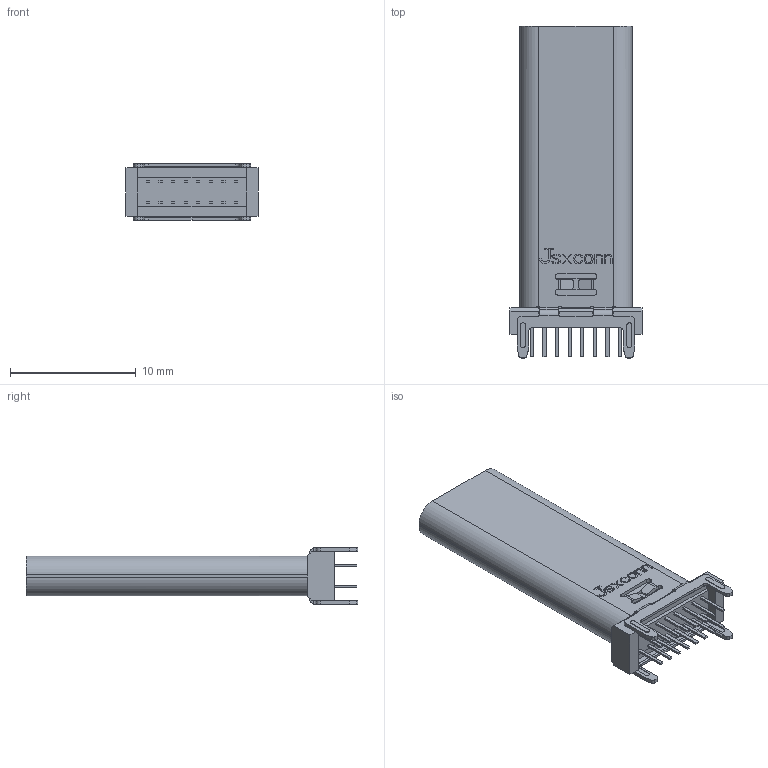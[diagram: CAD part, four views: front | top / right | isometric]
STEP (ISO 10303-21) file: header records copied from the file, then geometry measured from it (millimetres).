
FILE_DESCRIPTION((''),'2;1');
FILE_NAME('PRT0001','2024-08-28T15:38:01',('Administrator'),(''),'CREO PARAMETRIC BY PTC INC, 2020154','CREO PARAMETRIC BY PTC INC, 2020154','');
FILE_SCHEMA(('AUTOMOTIVE_DESIGN { 1 0 10303 214 1 1 1 1 }'));
Length unit declared in the file: millimetre
Products named in the file (1): PRT0001
Bounding box: 10.5 x 26.4 x 4.6 mm (x, y, z)
Volume: 566.1 mm3; surface area: 1614.6 mm2
Topology: 1 solids, 1 shells, 955 faces, 2648 edges, 1744 vertices
Faces by surface type: plane 741, cylinder 186, cone 20, torus 4, bspline 4
Entity records: 38026 total; most frequent: CARTESIAN_POINT 5898, ORIENTED_EDGE 5296, DIRECTION 4830, EDGE_CURVE 2648, VECTOR 2192, LINE 2192, VERTEX_POINT 1744, AXIS2_PLACEMENT_3D 1319
